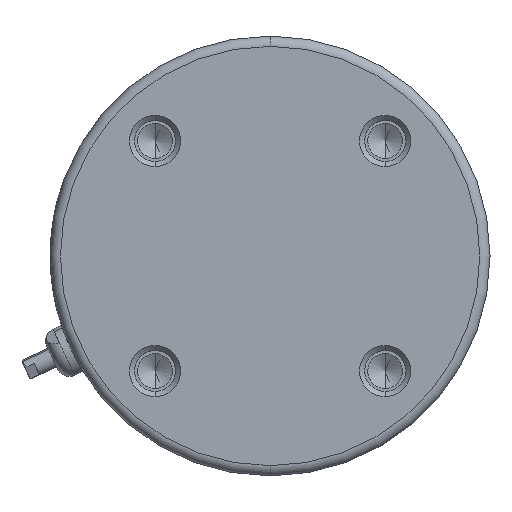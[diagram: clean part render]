
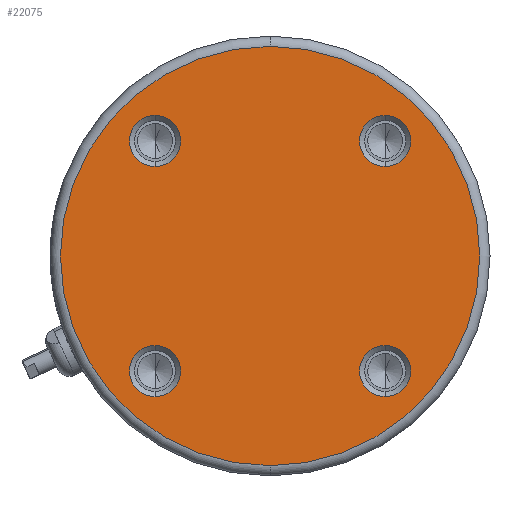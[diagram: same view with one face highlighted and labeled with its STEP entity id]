
A CAD part, left-side view. The second image highlights one B-rep face of the part: STEP entity #22075.
In plain terms, the highlighted planar face has unit normal (-1, 0, 0).
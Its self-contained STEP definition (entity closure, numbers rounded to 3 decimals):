
#89 = ORIENTED_EDGE ( 'NONE', *, *, #21850, .T. ) ;
#115 = EDGE_LOOP ( 'NONE', ( #25865, #25440 ) ) ;
#159 = VERTEX_POINT ( 'NONE', #19149 ) ;
#241 = VERTEX_POINT ( 'NONE', #7436 ) ;
#539 = DIRECTION ( 'NONE',  ( -1., 0., 0. ) ) ;
#707 = FACE_BOUND ( 'NONE', #1493, .T. ) ;
#943 = CARTESIAN_POINT ( 'NONE',  ( -45.5, -22.5, 27.5 ) ) ;
#1493 = EDGE_LOOP ( 'NONE', ( #6283, #7671 ) ) ;
#1505 = EDGE_CURVE ( 'NONE', #26837, #9925, #16777, .T. ) ;
#1736 = VERTEX_POINT ( 'NONE', #27419 ) ;
#1928 = DIRECTION ( 'NONE',  ( 1., 0., 0. ) ) ;
#2770 = FACE_OUTER_BOUND ( 'NONE', #24735, .T. ) ;
#2796 = CARTESIAN_POINT ( 'NONE',  ( -45.5, 22.5, 22.5 ) ) ;
#3020 = CARTESIAN_POINT ( 'NONE',  ( -45.5, 0., 0. ) ) ;
#3903 = VERTEX_POINT ( 'NONE', #23011 ) ;
#3969 = ORIENTED_EDGE ( 'NONE', *, *, #14417, .T. ) ;
#4040 = EDGE_LOOP ( 'NONE', ( #3969, #89 ) ) ;
#4170 = CIRCLE ( 'NONE', #10253, 5. ) ;
#4411 = CARTESIAN_POINT ( 'NONE',  ( -45.5, -22.5, 17.5 ) ) ;
#4560 = EDGE_CURVE ( 'NONE', #23127, #13268, #18248, .T. ) ;
#5146 = CARTESIAN_POINT ( 'NONE',  ( -45.5, -22.5, 22.5 ) ) ;
#5268 = DIRECTION ( 'NONE',  ( 1., 0., 0. ) ) ;
#5473 = AXIS2_PLACEMENT_3D ( 'NONE', #7036, #18001, #13598 ) ;
#5940 = CIRCLE ( 'NONE', #5473, 5. ) ;
#6195 = CARTESIAN_POINT ( 'NONE',  ( -45.5, 22.5, 22.5 ) ) ;
#6283 = ORIENTED_EDGE ( 'NONE', *, *, #14696, .T. ) ;
#6338 = CIRCLE ( 'NONE', #13784, 41. ) ;
#7036 = CARTESIAN_POINT ( 'NONE',  ( -45.5, -22.5, -22.5 ) ) ;
#7406 = CIRCLE ( 'NONE', #28812, 5. ) ;
#7408 = CARTESIAN_POINT ( 'NONE',  ( -45.5, 22.5, -27.5 ) ) ;
#7420 = CIRCLE ( 'NONE', #20463, 5. ) ;
#7436 = CARTESIAN_POINT ( 'NONE',  ( -45.5, -22.5, -27.5 ) ) ;
#7671 = ORIENTED_EDGE ( 'NONE', *, *, #1505, .T. ) ;
#8133 = DIRECTION ( 'NONE',  ( -1., 0., 0. ) ) ;
#8531 = DIRECTION ( 'NONE',  ( 0., 0., -1. ) ) ;
#9088 = DIRECTION ( 'NONE',  ( 1., 0., 0. ) ) ;
#9509 = FACE_BOUND ( 'NONE', #115, .T. ) ;
#9810 = CARTESIAN_POINT ( 'NONE',  ( -45.5, -22.5, 22.5 ) ) ;
#9925 = VERTEX_POINT ( 'NONE', #943 ) ;
#10237 = DIRECTION ( 'NONE',  ( 0., 0., -1. ) ) ;
#10253 = AXIS2_PLACEMENT_3D ( 'NONE', #22990, #25898, #23445 ) ;
#10709 = VERTEX_POINT ( 'NONE', #21615 ) ;
#10962 = ORIENTED_EDGE ( 'NONE', *, *, #4560, .T. ) ;
#11708 = FACE_BOUND ( 'NONE', #4040, .T. ) ;
#12213 = ORIENTED_EDGE ( 'NONE', *, *, #15969, .T. ) ;
#12455 = AXIS2_PLACEMENT_3D ( 'NONE', #14274, #8133, #23592 ) ;
#13123 = AXIS2_PLACEMENT_3D ( 'NONE', #28786, #14977, #21964 ) ;
#13268 = VERTEX_POINT ( 'NONE', #26292 ) ;
#13381 = CIRCLE ( 'NONE', #12455, 41. ) ;
#13492 = AXIS2_PLACEMENT_3D ( 'NONE', #9810, #5268, #21334 ) ;
#13598 = DIRECTION ( 'NONE',  ( 0., 0., -1. ) ) ;
#13614 = CARTESIAN_POINT ( 'NONE',  ( -45.5, 0., 0. ) ) ;
#13643 = DIRECTION ( 'NONE',  ( 1., 0., 0. ) ) ;
#13720 = DIRECTION ( 'NONE',  ( 0., 0., -1. ) ) ;
#13773 = DIRECTION ( 'NONE',  ( 0., 0., -1. ) ) ;
#13784 = AXIS2_PLACEMENT_3D ( 'NONE', #3020, #539, #13720 ) ;
#14274 = CARTESIAN_POINT ( 'NONE',  ( -45.5, 0., 0. ) ) ;
#14417 = EDGE_CURVE ( 'NONE', #27060, #159, #7406, .T. ) ;
#14696 = EDGE_CURVE ( 'NONE', #9925, #26837, #7420, .T. ) ;
#14977 = DIRECTION ( 'NONE',  ( 1., 0., 0. ) ) ;
#15969 = EDGE_CURVE ( 'NONE', #13268, #23127, #18196, .T. ) ;
#16151 = EDGE_CURVE ( 'NONE', #10709, #241, #4170, .T. ) ;
#16777 = CIRCLE ( 'NONE', #13492, 5. ) ;
#17945 = CARTESIAN_POINT ( 'NONE',  ( -45.5, 22.5, -22.5 ) ) ;
#18001 = DIRECTION ( 'NONE',  ( 1., 0., 0. ) ) ;
#18145 = AXIS2_PLACEMENT_3D ( 'NONE', #6195, #1928, #8531 ) ;
#18196 = CIRCLE ( 'NONE', #21895, 5. ) ;
#18248 = CIRCLE ( 'NONE', #13123, 5. ) ;
#18421 = PLANE ( 'NONE',  #21415 ) ;
#19149 = CARTESIAN_POINT ( 'NONE',  ( -45.5, 22.5, 17.5 ) ) ;
#19538 = CIRCLE ( 'NONE', #18145, 5. ) ;
#19578 = CARTESIAN_POINT ( 'NONE',  ( -45.5, 22.5, 27.5 ) ) ;
#19827 = DIRECTION ( 'NONE',  ( 0., 0., -1. ) ) ;
#20463 = AXIS2_PLACEMENT_3D ( 'NONE', #5146, #23537, #20631 ) ;
#20631 = DIRECTION ( 'NONE',  ( 0., 0., -1. ) ) ;
#21334 = DIRECTION ( 'NONE',  ( 0., 0., -1. ) ) ;
#21415 = AXIS2_PLACEMENT_3D ( 'NONE', #13614, #9088, #10237 ) ;
#21615 = CARTESIAN_POINT ( 'NONE',  ( -45.5, -22.5, -17.5 ) ) ;
#21850 = EDGE_CURVE ( 'NONE', #159, #27060, #19538, .T. ) ;
#21895 = AXIS2_PLACEMENT_3D ( 'NONE', #17945, #26932, #19827 ) ;
#21964 = DIRECTION ( 'NONE',  ( 0., 0., -1. ) ) ;
#22075 = ADVANCED_FACE ( 'NONE', ( #2770, #11708, #707, #27013, #9509 ), #18421, .F. ) ;
#22990 = CARTESIAN_POINT ( 'NONE',  ( -45.5, -22.5, -22.5 ) ) ;
#23011 = CARTESIAN_POINT ( 'NONE',  ( -45.5, 0., 41. ) ) ;
#23127 = VERTEX_POINT ( 'NONE', #7408 ) ;
#23445 = DIRECTION ( 'NONE',  ( 0., 0., -1. ) ) ;
#23537 = DIRECTION ( 'NONE',  ( 1., 0., 0. ) ) ;
#23592 = DIRECTION ( 'NONE',  ( 0., 0., -1. ) ) ;
#23997 = EDGE_CURVE ( 'NONE', #1736, #3903, #6338, .T. ) ;
#24686 = EDGE_LOOP ( 'NONE', ( #12213, #10962 ) ) ;
#24735 = EDGE_LOOP ( 'NONE', ( #25327, #26249 ) ) ;
#25327 = ORIENTED_EDGE ( 'NONE', *, *, #23997, .T. ) ;
#25408 = EDGE_CURVE ( 'NONE', #3903, #1736, #13381, .T. ) ;
#25440 = ORIENTED_EDGE ( 'NONE', *, *, #28586, .T. ) ;
#25865 = ORIENTED_EDGE ( 'NONE', *, *, #16151, .T. ) ;
#25898 = DIRECTION ( 'NONE',  ( 1., 0., 0. ) ) ;
#26249 = ORIENTED_EDGE ( 'NONE', *, *, #25408, .T. ) ;
#26292 = CARTESIAN_POINT ( 'NONE',  ( -45.5, 22.5, -17.5 ) ) ;
#26837 = VERTEX_POINT ( 'NONE', #4411 ) ;
#26932 = DIRECTION ( 'NONE',  ( 1., 0., 0. ) ) ;
#27013 = FACE_BOUND ( 'NONE', #24686, .T. ) ;
#27060 = VERTEX_POINT ( 'NONE', #19578 ) ;
#27419 = CARTESIAN_POINT ( 'NONE',  ( -45.5, 0., -41. ) ) ;
#28586 = EDGE_CURVE ( 'NONE', #241, #10709, #5940, .T. ) ;
#28786 = CARTESIAN_POINT ( 'NONE',  ( -45.5, 22.5, -22.5 ) ) ;
#28812 = AXIS2_PLACEMENT_3D ( 'NONE', #2796, #13643, #13773 ) ;
